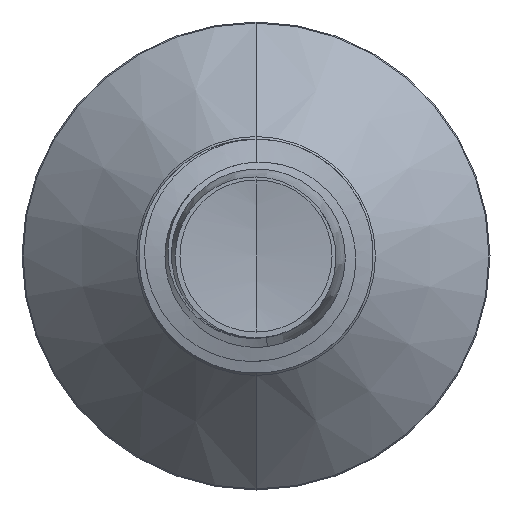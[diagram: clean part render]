
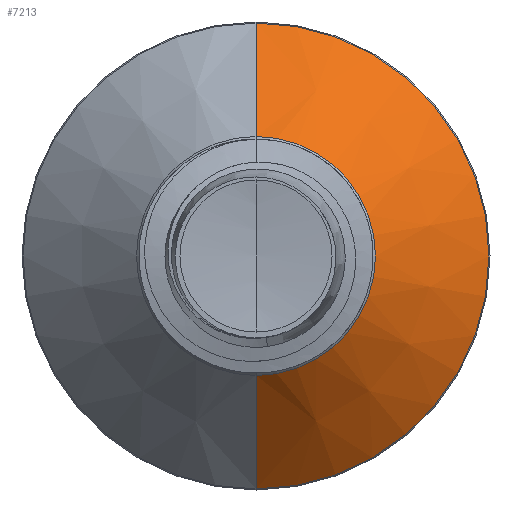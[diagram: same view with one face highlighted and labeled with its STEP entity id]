
A CAD part, front view. The second image highlights one B-rep face of the part: STEP entity #7213.
In plain terms, the highlighted conical face has half-angle 45 degrees and reference radius 2.042 mm.
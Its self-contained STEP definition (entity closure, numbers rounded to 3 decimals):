
#121 = CARTESIAN_POINT ( 'NONE',  ( 0., 2.842, 0. ) ) ;
#140 = DIRECTION ( 'NONE',  ( 0., 1., 0. ) ) ;
#168 = DIRECTION ( 'NONE',  ( 0., 0., 1. ) ) ;
#769 = VECTOR ( 'NONE', #5379, 1000. ) ;
#855 = LINE ( 'NONE', #5415, #769 ) ;
#927 = FACE_OUTER_BOUND ( 'NONE', #8115, .T. ) ;
#1099 = AXIS2_PLACEMENT_3D ( 'NONE', #5451, #5437, #5702 ) ;
#1884 = DIRECTION ( 'NONE',  ( 0., 0., 1. ) ) ;
#1902 = DIRECTION ( 'NONE',  ( 0., 1., 0. ) ) ;
#1906 = CARTESIAN_POINT ( 'NONE',  ( 0., 4.782, 0. ) ) ;
#2088 = VECTOR ( 'NONE', #5534, 1000. ) ;
#2721 = CIRCLE ( 'NONE', #6885, 2.042 ) ;
#3043 = LINE ( 'NONE', #5617, #2088 ) ;
#4672 = EDGE_CURVE ( 'NONE', #7470, #5955, #2721, .T. ) ;
#5306 = CARTESIAN_POINT ( 'NONE',  ( 0., 2.842, 2.042 ) ) ;
#5369 = CARTESIAN_POINT ( 'NONE',  ( 0., 4.782, -3.982 ) ) ;
#5379 = DIRECTION ( 'NONE',  ( 0., 0.707, -0.707 ) ) ;
#5415 = CARTESIAN_POINT ( 'NONE',  ( 0., 2.842, -2.042 ) ) ;
#5437 = DIRECTION ( 'NONE',  ( 0., 1., 0. ) ) ;
#5451 = CARTESIAN_POINT ( 'NONE',  ( 0., 2.842, 0. ) ) ;
#5534 = DIRECTION ( 'NONE',  ( 0., 0.707, 0.707 ) ) ;
#5617 = CARTESIAN_POINT ( 'NONE',  ( 0., 2.842, 2.042 ) ) ;
#5702 = DIRECTION ( 'NONE',  ( 0., 0., 1. ) ) ;
#5955 = VERTEX_POINT ( 'NONE', #11174 ) ;
#6885 = AXIS2_PLACEMENT_3D ( 'NONE', #121, #140, #168 ) ;
#7213 = ADVANCED_FACE ( 'NONE', ( #927 ), #7995, .T. ) ;
#7287 = EDGE_CURVE ( 'NONE', #5955, #7366, #855, .T. ) ;
#7366 = VERTEX_POINT ( 'NONE', #5369 ) ;
#7470 = VERTEX_POINT ( 'NONE', #5306 ) ;
#7840 = ORIENTED_EDGE ( 'NONE', *, *, #7287, .T. ) ;
#7995 = CONICAL_SURFACE ( 'NONE', #1099, 2.042, 0.785 ) ;
#8115 = EDGE_LOOP ( 'NONE', ( #9676, #7840, #10045, #10145 ) ) ;
#8506 = EDGE_CURVE ( 'NONE', #7470, #10475, #3043, .T. ) ;
#8995 = EDGE_CURVE ( 'NONE', #10475, #7366, #11334, .T. ) ;
#9676 = ORIENTED_EDGE ( 'NONE', *, *, #4672, .T. ) ;
#10045 = ORIENTED_EDGE ( 'NONE', *, *, #8995, .F. ) ;
#10145 = ORIENTED_EDGE ( 'NONE', *, *, #8506, .F. ) ;
#10475 = VERTEX_POINT ( 'NONE', #12164 ) ;
#11174 = CARTESIAN_POINT ( 'NONE',  ( 0., 2.842, -2.042 ) ) ;
#11334 = CIRCLE ( 'NONE', #11928, 3.982 ) ;
#11928 = AXIS2_PLACEMENT_3D ( 'NONE', #1906, #1902, #1884 ) ;
#12164 = CARTESIAN_POINT ( 'NONE',  ( 0., 4.782, 3.982 ) ) ;
